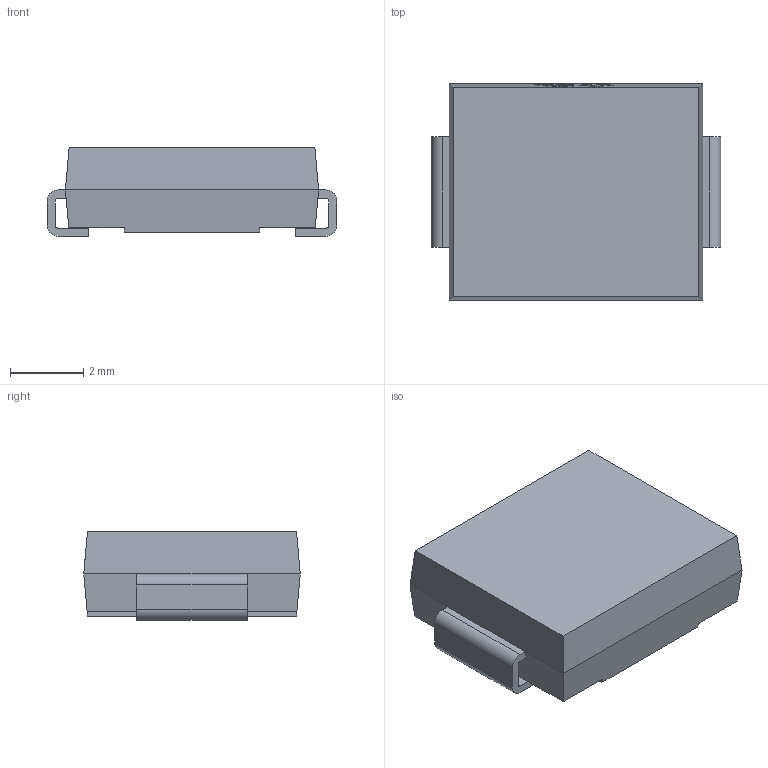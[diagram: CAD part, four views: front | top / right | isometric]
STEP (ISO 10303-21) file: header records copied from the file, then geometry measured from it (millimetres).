
FILE_DESCRIPTION (( 'STEP AP214' ), '1' );
FILE_NAME ('DO-214AB_L6.9-W5.9-LS7.9-BI.step', '2022-07-04T10:21:53', ( '' ), ( '' ), 'SwSTEP 2.0', 'SolidWorks 2020', '' );
FILE_SCHEMA (( 'AUTOMOTIVE_DESIGN' ));
Length unit declared in the file: millimetre
Products named in the file (1): DO-214AB_L6.9-W5.9-LS7.9-BI
Bounding box: 7.9 x 5.9 x 2.41 mm (x, y, z)
Volume: 91.7 mm3; surface area: 163.7 mm2
Topology: 1 solids, 1 shells, 264 faces, 721 edges, 478 vertices
Faces by surface type: plane 158, bspline 98, cylinder 8
Entity records: 11727 total; most frequent: CARTESIAN_POINT 2770, ORIENTED_EDGE 1442, DIRECTION 871, EDGE_CURVE 721, VECTOR 505, LINE 505, VERTEX_POINT 478, EDGE_LOOP 283
